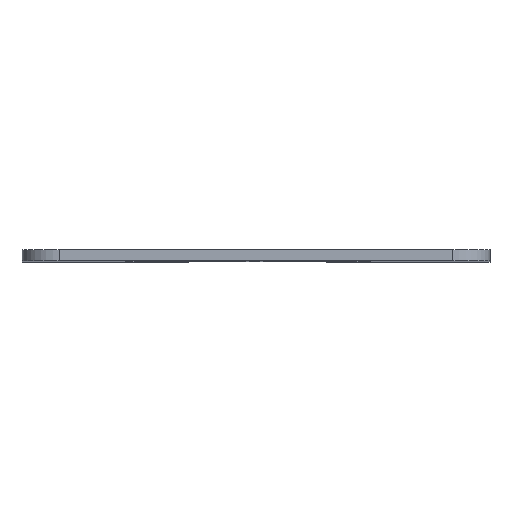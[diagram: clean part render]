
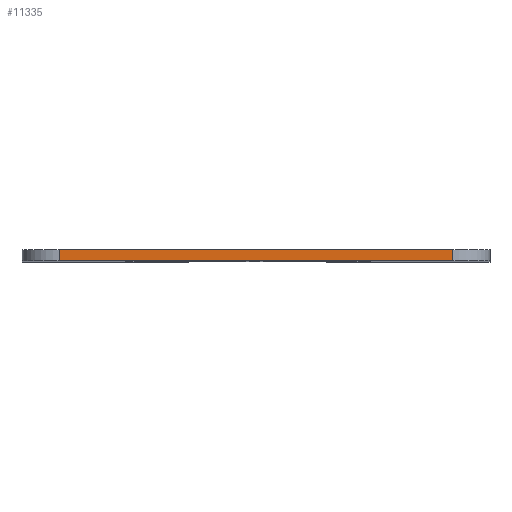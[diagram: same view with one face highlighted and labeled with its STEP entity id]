
A CAD part, top view. The second image highlights one B-rep face of the part: STEP entity #11335.
In plain terms, the highlighted planar face has unit normal (0, 0, 1).
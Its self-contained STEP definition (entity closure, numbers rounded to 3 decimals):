
#278=PLANE('',#11567);
#864=FACE_OUTER_BOUND('',#1513,.T.);
#1513=EDGE_LOOP('',(#10132,#10133,#10134,#10135));
#2326=LINE('',#23158,#3171);
#2344=LINE('',#23246,#3189);
#2345=LINE('',#23249,#3190);
#2346=LINE('',#23250,#3191);
#3171=VECTOR('',#12673,10.);
#3189=VECTOR('',#12755,10.);
#3190=VECTOR('',#12758,10.);
#3191=VECTOR('',#12759,10.);
#5133=VERTEX_POINT('',#23140);
#5141=VERTEX_POINT('',#23156);
#5178=VERTEX_POINT('',#23242);
#5180=VERTEX_POINT('',#23248);
#6808=EDGE_CURVE('',#5141,#5133,#2326,.T.);
#6847=EDGE_CURVE('',#5133,#5178,#2344,.T.);
#6848=EDGE_CURVE('',#5180,#5141,#2345,.T.);
#6849=EDGE_CURVE('',#5178,#5180,#2346,.T.);
#10132=ORIENTED_EDGE('',*,*,#6847,.F.);
#10133=ORIENTED_EDGE('',*,*,#6808,.F.);
#10134=ORIENTED_EDGE('',*,*,#6848,.F.);
#10135=ORIENTED_EDGE('',*,*,#6849,.F.);
#11335=ADVANCED_FACE('',(#864),#278,.T.);
#11567=AXIS2_PLACEMENT_3D('',#23247,#12756,#12757);
#12673=DIRECTION('',(-1.,0.,0.));
#12755=DIRECTION('',(0.,1.,0.));
#12756=DIRECTION('center_axis',(0.,0.,1.));
#12757=DIRECTION('ref_axis',(1.,0.,0.));
#12758=DIRECTION('',(0.,-1.,0.));
#12759=DIRECTION('',(1.,0.,0.));
#23140=CARTESIAN_POINT('',(-26.126,0.,48.25));
#23156=CARTESIAN_POINT('',(26.874,0.,48.25));
#23158=CARTESIAN_POINT('',(31.874,0.,48.25));
#23242=CARTESIAN_POINT('',(-26.126,1.5,48.25));
#23246=CARTESIAN_POINT('',(-26.126,0.,48.25));
#23247=CARTESIAN_POINT('Origin',(-31.126,0.,48.25));
#23248=CARTESIAN_POINT('',(26.874,1.5,48.25));
#23249=CARTESIAN_POINT('',(26.874,0.,48.25));
#23250=CARTESIAN_POINT('',(31.874,1.5,48.25));
